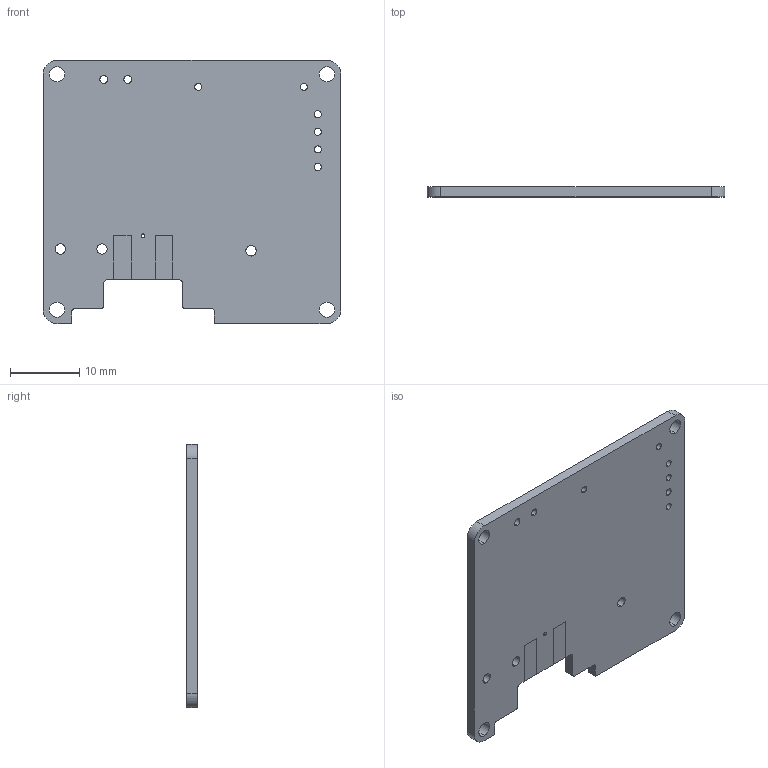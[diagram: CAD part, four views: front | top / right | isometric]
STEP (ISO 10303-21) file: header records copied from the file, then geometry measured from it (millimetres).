
FILE_DESCRIPTION (( 'STEP AP214' ), '1' );
FILE_NAME ('PCB.STEP', '2017-07-15T20:05:41', ( '' ), ( '' ), 'SwSTEP 2.0', 'SolidWorks 2016', '' );
FILE_SCHEMA (( 'AUTOMOTIVE_DESIGN' ));
Length unit declared in the file: millimetre
Products named in the file (2): PCB
Bounding box: 43 x 1.5 x 38 mm (x, y, z)
Volume: 2264.8 mm3; surface area: 3379.8 mm2
Topology: 1 solids, 1 shells, 68 faces, 198 edges, 132 vertices
Faces by surface type: cylinder 44, plane 24
Entity records: 2427 total; most frequent: DIRECTION 424, CARTESIAN_POINT 406, ORIENTED_EDGE 396, EDGE_CURVE 198, AXIS2_PLACEMENT_3D 158, VERTEX_POINT 132, LINE 108, VECTOR 108
